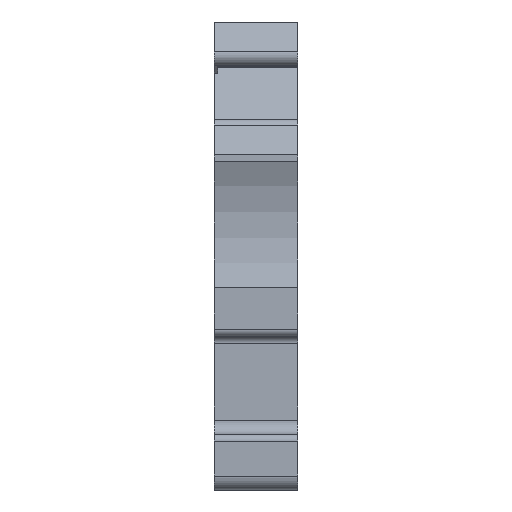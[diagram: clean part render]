
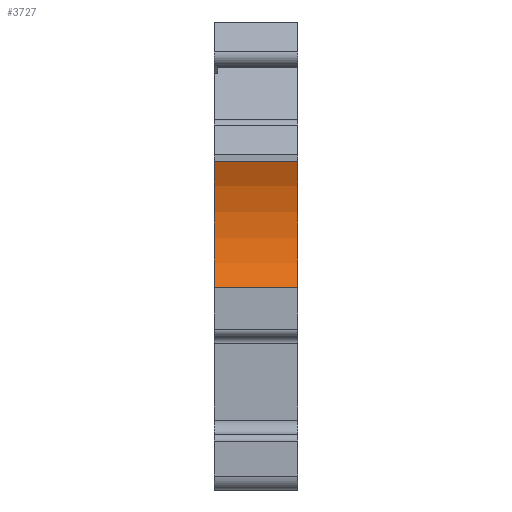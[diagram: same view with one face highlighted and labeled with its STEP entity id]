
A CAD part, left-side view. The second image highlights one B-rep face of the part: STEP entity #3727.
In plain terms, the highlighted cylindrical face has radius 10.625 mm (diameter 21.25 mm), a partial arc.
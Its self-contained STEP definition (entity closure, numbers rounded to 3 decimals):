
#39=CYLINDRICAL_SURFACE('',#3982,10.625);
#155=CIRCLE('',#3983,10.625);
#156=CIRCLE('',#3984,10.625);
#526=ORIENTED_EDGE('',*,*,#1618,.T.);
#527=ORIENTED_EDGE('',*,*,#1617,.T.);
#528=ORIENTED_EDGE('',*,*,#1619,.F.);
#529=ORIENTED_EDGE('',*,*,#1620,.T.);
#1617=EDGE_CURVE('',#2141,#2142,#2505,.T.);
#1618=EDGE_CURVE('',#2143,#2141,#155,.F.);
#1619=EDGE_CURVE('',#2144,#2142,#156,.T.);
#1620=EDGE_CURVE('',#2144,#2143,#2506,.F.);
#2141=VERTEX_POINT('',#5925);
#2142=VERTEX_POINT('',#5927);
#2143=VERTEX_POINT('',#5931);
#2144=VERTEX_POINT('',#5933);
#2505=LINE('',#5928,#2920);
#2506=LINE('',#5934,#2921);
#2920=VECTOR('',#4594,1000.);
#2921=VECTOR('',#4601,1000.);
#3211=EDGE_LOOP('',(#526,#527,#528,#529));
#3410=FACE_BOUND('',#3211,.T.);
#3727=ADVANCED_FACE('',(#3410),#39,.F.);
#3982=AXIS2_PLACEMENT_3D('',#5929,#4595,#4596);
#3983=AXIS2_PLACEMENT_3D('',#5930,#4597,#4598);
#3984=AXIS2_PLACEMENT_3D('',#5932,#4599,#4600);
#4594=DIRECTION('',(0.,-1.,0.));
#4595=DIRECTION('',(0.,-1.,0.));
#4596=DIRECTION('',(0.,0.,-1.));
#4597=DIRECTION('',(0.,-1.,0.));
#4598=DIRECTION('',(0.,0.,-1.));
#4599=DIRECTION('',(0.,1.,0.));
#4600=DIRECTION('',(-1.,0.,0.));
#4601=DIRECTION('',(0.,-1.,0.));
#5925=CARTESIAN_POINT('',(-36.75,0.,-2.25));
#5927=CARTESIAN_POINT('',(-36.75,-6.,-2.25));
#5928=CARTESIAN_POINT('',(-36.75,74.997,-2.25));
#5929=CARTESIAN_POINT('',(-46.375,74.997,2.25));
#5930=CARTESIAN_POINT('',(-46.375,0.,2.25));
#5931=CARTESIAN_POINT('',(-36.75,0.,6.75));
#5932=CARTESIAN_POINT('',(-46.375,-6.,2.25));
#5933=CARTESIAN_POINT('',(-36.75,-6.,6.75));
#5934=CARTESIAN_POINT('',(-36.75,74.997,6.75));
